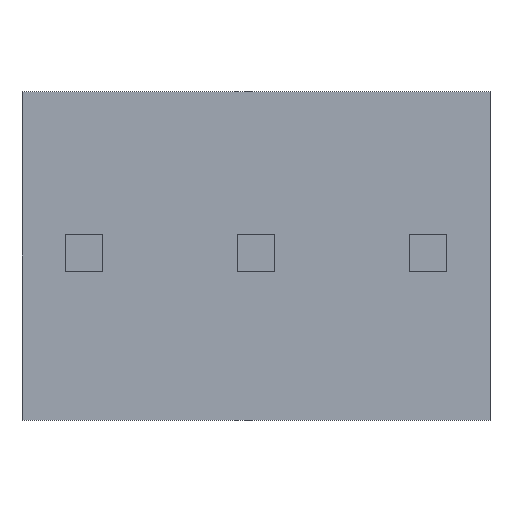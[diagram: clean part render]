
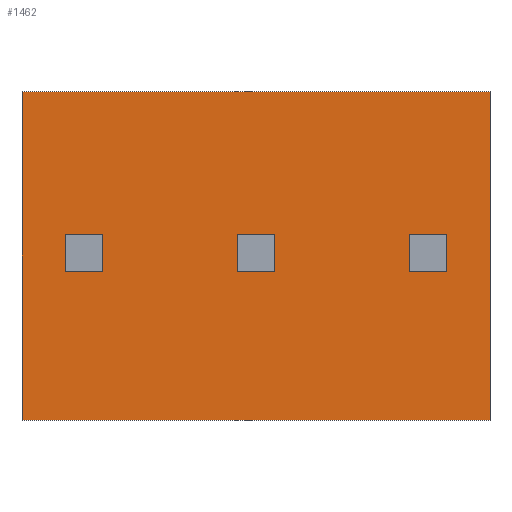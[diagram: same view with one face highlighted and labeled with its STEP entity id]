
A CAD part, front view. The second image highlights one B-rep face of the part: STEP entity #1462.
In plain terms, the highlighted planar face has unit normal (0, -1, 0).
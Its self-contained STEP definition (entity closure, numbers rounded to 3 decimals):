
#83 = DIRECTION ( 'NONE',  ( 0., 0., -1. ) ) ;
#118 = ORIENTED_EDGE ( 'NONE', *, *, #316, .T. ) ;
#165 = VERTEX_POINT ( 'NONE', #2015 ) ;
#167 = LINE ( 'NONE', #444, #1239 ) ;
#180 = CARTESIAN_POINT ( 'NONE',  ( -0.55, 0., 0.55 ) ) ;
#204 = DIRECTION ( 'NONE',  ( 0., 0., 1. ) ) ;
#218 = LINE ( 'NONE', #696, #1990 ) ;
#226 = EDGE_CURVE ( 'NONE', #2174, #1750, #988, .T. ) ;
#228 = EDGE_LOOP ( 'NONE', ( #500, #1888, #521, #1994 ) ) ;
#251 = ORIENTED_EDGE ( 'NONE', *, *, #226, .T. ) ;
#269 = EDGE_CURVE ( 'NONE', #1750, #811, #986, .T. ) ;
#284 = VECTOR ( 'NONE', #515, 1000. ) ;
#311 = VERTEX_POINT ( 'NONE', #1860 ) ;
#316 = EDGE_CURVE ( 'NONE', #1575, #998, #441, .T. ) ;
#323 = VECTOR ( 'NONE', #1711, 1000. ) ;
#362 = EDGE_CURVE ( 'NONE', #1134, #1575, #966, .T. ) ;
#365 = ORIENTED_EDGE ( 'NONE', *, *, #684, .T. ) ;
#377 = VECTOR ( 'NONE', #2184, 1000. ) ;
#393 = CARTESIAN_POINT ( 'NONE',  ( -0.55, 0., 0.55 ) ) ;
#441 = LINE ( 'NONE', #2084, #1284 ) ;
#444 = CARTESIAN_POINT ( 'NONE',  ( -1.84, 0., 4.75 ) ) ;
#455 = ORIENTED_EDGE ( 'NONE', *, *, #2027, .T. ) ;
#458 = FACE_BOUND ( 'NONE', #1524, .T. ) ;
#500 = ORIENTED_EDGE ( 'NONE', *, *, #1531, .F. ) ;
#507 = VECTOR ( 'NONE', #1398, 1000. ) ;
#512 = EDGE_CURVE ( 'NONE', #2181, #1407, #2107, .T. ) ;
#515 = DIRECTION ( 'NONE',  ( -1., 0., 0. ) ) ;
#521 = ORIENTED_EDGE ( 'NONE', *, *, #1876, .F. ) ;
#523 = CARTESIAN_POINT ( 'NONE',  ( 10.71, 0., 0.55 ) ) ;
#528 = DIRECTION ( 'NONE',  ( -1., 0., 0. ) ) ;
#533 = AXIS2_PLACEMENT_3D ( 'NONE', #590, #1790, #83 ) ;
#549 = EDGE_CURVE ( 'NONE', #311, #1054, #623, .T. ) ;
#590 = CARTESIAN_POINT ( 'NONE',  ( 0., 0., 0. ) ) ;
#591 = CARTESIAN_POINT ( 'NONE',  ( 12., 0., 4.75 ) ) ;
#622 = CARTESIAN_POINT ( 'NONE',  ( 4.53, 0., 0.55 ) ) ;
#623 = LINE ( 'NONE', #591, #1340 ) ;
#643 = CARTESIAN_POINT ( 'NONE',  ( 5.63, 0., 0.55 ) ) ;
#684 = EDGE_CURVE ( 'NONE', #1135, #2174, #1732, .T. ) ;
#694 = DIRECTION ( 'NONE',  ( 0., 0., 1. ) ) ;
#696 = CARTESIAN_POINT ( 'NONE',  ( 12., 0., -4.95 ) ) ;
#704 = CARTESIAN_POINT ( 'NONE',  ( 0.55, 0., -0.55 ) ) ;
#705 = CARTESIAN_POINT ( 'NONE',  ( -0.55, 0., 0.55 ) ) ;
#717 = EDGE_CURVE ( 'NONE', #811, #1135, #1195, .T. ) ;
#727 = EDGE_CURVE ( 'NONE', #998, #165, #2137, .T. ) ;
#753 = ORIENTED_EDGE ( 'NONE', *, *, #1811, .T. ) ;
#798 = EDGE_CURVE ( 'NONE', #1908, #1835, #1894, .T. ) ;
#811 = VERTEX_POINT ( 'NONE', #2033 ) ;
#822 = CARTESIAN_POINT ( 'NONE',  ( 10.71, 0., 0.55 ) ) ;
#823 = DIRECTION ( 'NONE',  ( 0., 0., -1. ) ) ;
#829 = VECTOR ( 'NONE', #694, 1000. ) ;
#837 = VERTEX_POINT ( 'NONE', #393 ) ;
#887 = EDGE_CURVE ( 'NONE', #837, #2226, #1680, .T. ) ;
#902 = FACE_OUTER_BOUND ( 'NONE', #228, .T. ) ;
#936 = PLANE ( 'NONE',  #533 ) ;
#966 = LINE ( 'NONE', #2076, #829 ) ;
#975 = DIRECTION ( 'NONE',  ( 0., 0., -1. ) ) ;
#986 = LINE ( 'NONE', #523, #1096 ) ;
#988 = LINE ( 'NONE', #1870, #323 ) ;
#998 = VERTEX_POINT ( 'NONE', #1901 ) ;
#1002 = FACE_BOUND ( 'NONE', #2178, .T. ) ;
#1030 = DIRECTION ( 'NONE',  ( 0., 0., -1. ) ) ;
#1041 = CARTESIAN_POINT ( 'NONE',  ( 4.53, 0., -0.55 ) ) ;
#1054 = VERTEX_POINT ( 'NONE', #1064 ) ;
#1064 = CARTESIAN_POINT ( 'NONE',  ( 12., 0., 4.75 ) ) ;
#1096 = VECTOR ( 'NONE', #2204, 1000. ) ;
#1115 = ORIENTED_EDGE ( 'NONE', *, *, #269, .T. ) ;
#1134 = VERTEX_POINT ( 'NONE', #1431 ) ;
#1135 = VERTEX_POINT ( 'NONE', #1798 ) ;
#1147 = DIRECTION ( 'NONE',  ( -1., 0., 0. ) ) ;
#1150 = CARTESIAN_POINT ( 'NONE',  ( 12., 0., -4.95 ) ) ;
#1161 = LINE ( 'NONE', #1996, #1330 ) ;
#1195 = LINE ( 'NONE', #1847, #1336 ) ;
#1237 = CARTESIAN_POINT ( 'NONE',  ( -1.84, 0., -4.95 ) ) ;
#1239 = VECTOR ( 'NONE', #1968, 1000. ) ;
#1284 = VECTOR ( 'NONE', #2062, 1000. ) ;
#1330 = VECTOR ( 'NONE', #975, 1000. ) ;
#1336 = VECTOR ( 'NONE', #1147, 1000. ) ;
#1340 = VECTOR ( 'NONE', #1784, 1000. ) ;
#1384 = CARTESIAN_POINT ( 'NONE',  ( -0.55, 0., -0.55 ) ) ;
#1398 = DIRECTION ( 'NONE',  ( 1., 0., 0. ) ) ;
#1402 = VECTOR ( 'NONE', #528, 1000. ) ;
#1407 = VERTEX_POINT ( 'NONE', #1237 ) ;
#1419 = CARTESIAN_POINT ( 'NONE',  ( -1.84, 0., -4.95 ) ) ;
#1431 = CARTESIAN_POINT ( 'NONE',  ( 4.53, 0., -0.55 ) ) ;
#1462 = ADVANCED_FACE ( 'NONE', ( #902, #1002, #458, #1471 ), #936, .T. ) ;
#1463 = VECTOR ( 'NONE', #204, 1000. ) ;
#1471 = FACE_BOUND ( 'NONE', #1681, .T. ) ;
#1498 = ORIENTED_EDGE ( 'NONE', *, *, #798, .T. ) ;
#1524 = EDGE_LOOP ( 'NONE', ( #365, #251, #1115, #2229 ) ) ;
#1531 = EDGE_CURVE ( 'NONE', #1407, #311, #167, .T. ) ;
#1575 = VERTEX_POINT ( 'NONE', #622 ) ;
#1576 = CARTESIAN_POINT ( 'NONE',  ( -0.55, 0., -0.55 ) ) ;
#1592 = DIRECTION ( 'NONE',  ( -1., 0., 0. ) ) ;
#1600 = ORIENTED_EDGE ( 'NONE', *, *, #362, .T. ) ;
#1607 = EDGE_CURVE ( 'NONE', #2226, #1908, #1161, .T. ) ;
#1663 = CARTESIAN_POINT ( 'NONE',  ( 9.61, 0., 0.55 ) ) ;
#1680 = LINE ( 'NONE', #705, #507 ) ;
#1681 = EDGE_LOOP ( 'NONE', ( #118, #1707, #753, #1600 ) ) ;
#1707 = ORIENTED_EDGE ( 'NONE', *, *, #727, .T. ) ;
#1711 = DIRECTION ( 'NONE',  ( 1., 0., 0. ) ) ;
#1732 = LINE ( 'NONE', #1663, #377 ) ;
#1735 = VECTOR ( 'NONE', #1592, 1000. ) ;
#1744 = LINE ( 'NONE', #180, #1463 ) ;
#1750 = VERTEX_POINT ( 'NONE', #822 ) ;
#1774 = LINE ( 'NONE', #1041, #1402 ) ;
#1784 = DIRECTION ( 'NONE',  ( 1., 0., 0. ) ) ;
#1786 = ORIENTED_EDGE ( 'NONE', *, *, #887, .T. ) ;
#1790 = DIRECTION ( 'NONE',  ( 0., -1., 0. ) ) ;
#1798 = CARTESIAN_POINT ( 'NONE',  ( 9.61, 0., -0.55 ) ) ;
#1811 = EDGE_CURVE ( 'NONE', #165, #1134, #1774, .T. ) ;
#1828 = CARTESIAN_POINT ( 'NONE',  ( 9.61, 0., 0.55 ) ) ;
#1835 = VERTEX_POINT ( 'NONE', #1576 ) ;
#1847 = CARTESIAN_POINT ( 'NONE',  ( 10.71, 0., -0.55 ) ) ;
#1860 = CARTESIAN_POINT ( 'NONE',  ( -1.84, 0., 4.75 ) ) ;
#1870 = CARTESIAN_POINT ( 'NONE',  ( 10.71, 0., 0.55 ) ) ;
#1876 = EDGE_CURVE ( 'NONE', #1054, #2181, #218, .T. ) ;
#1888 = ORIENTED_EDGE ( 'NONE', *, *, #512, .F. ) ;
#1894 = LINE ( 'NONE', #1384, #284 ) ;
#1901 = CARTESIAN_POINT ( 'NONE',  ( 5.63, 0., 0.55 ) ) ;
#1908 = VERTEX_POINT ( 'NONE', #704 ) ;
#1968 = DIRECTION ( 'NONE',  ( 0., 0., 1. ) ) ;
#1990 = VECTOR ( 'NONE', #1030, 1000. ) ;
#1994 = ORIENTED_EDGE ( 'NONE', *, *, #549, .F. ) ;
#1996 = CARTESIAN_POINT ( 'NONE',  ( 0.55, 0., 0.55 ) ) ;
#2005 = CARTESIAN_POINT ( 'NONE',  ( 0.55, 0., 0.55 ) ) ;
#2015 = CARTESIAN_POINT ( 'NONE',  ( 5.63, 0., -0.55 ) ) ;
#2027 = EDGE_CURVE ( 'NONE', #1835, #837, #1744, .T. ) ;
#2033 = CARTESIAN_POINT ( 'NONE',  ( 10.71, 0., -0.55 ) ) ;
#2052 = VECTOR ( 'NONE', #823, 1000. ) ;
#2062 = DIRECTION ( 'NONE',  ( 1., 0., 0. ) ) ;
#2076 = CARTESIAN_POINT ( 'NONE',  ( 4.53, 0., 0.55 ) ) ;
#2084 = CARTESIAN_POINT ( 'NONE',  ( 4.53, 0., 0.55 ) ) ;
#2107 = LINE ( 'NONE', #1419, #1735 ) ;
#2118 = ORIENTED_EDGE ( 'NONE', *, *, #1607, .T. ) ;
#2137 = LINE ( 'NONE', #643, #2052 ) ;
#2174 = VERTEX_POINT ( 'NONE', #1828 ) ;
#2178 = EDGE_LOOP ( 'NONE', ( #1786, #2118, #1498, #455 ) ) ;
#2181 = VERTEX_POINT ( 'NONE', #1150 ) ;
#2184 = DIRECTION ( 'NONE',  ( 0., 0., 1. ) ) ;
#2204 = DIRECTION ( 'NONE',  ( 0., 0., -1. ) ) ;
#2226 = VERTEX_POINT ( 'NONE', #2005 ) ;
#2229 = ORIENTED_EDGE ( 'NONE', *, *, #717, .T. ) ;
